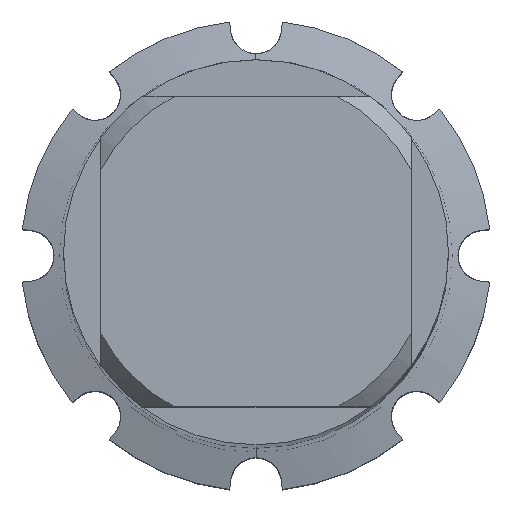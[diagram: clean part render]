
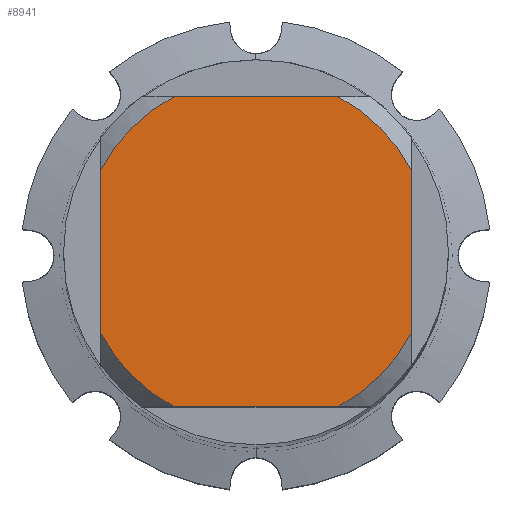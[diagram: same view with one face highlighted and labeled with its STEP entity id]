
A CAD part, top view. The second image highlights one B-rep face of the part: STEP entity #8941.
In plain terms, the highlighted planar face has unit normal (0, 0, 1).
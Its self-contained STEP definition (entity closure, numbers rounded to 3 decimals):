
#3915=VERTEX_POINT('',#10835);
#4511=EDGE_CURVE('',#6583,#8721,#11477,.T.);
#5123=EDGE_CURVE('',#6583,#6077,#12133,.T.);
#5431=EDGE_CURVE('',#9511,#6077,#12470,.T.);
#5919=EDGE_CURVE('',#8201,#7811,#12995,.T.);
#6077=VERTEX_POINT('',#13166);
#6583=VERTEX_POINT('',#13711);
#7811=VERTEX_POINT('',#15043);
#8091=EDGE_CURVE('',#8207,#8721,#15350,.T.);
#8201=VERTEX_POINT('',#15464);
#8207=VERTEX_POINT('',#15470);
#8643=EDGE_CURVE('',#9511,#7811,#15947,.T.);
#8721=VERTEX_POINT('',#16035);
#8941=ADVANCED_FACE('',(#16275),#16276,.T.);
#9443=EDGE_CURVE('',#8207,#3915,#16817,.T.);
#9511=VERTEX_POINT('',#16892);
#9799=EDGE_CURVE('',#8201,#3915,#17205,.T.);
#10835=CARTESIAN_POINT('',(3.831,-7.25,0.0));
#11477=LINE('',#19791,#19792);
#12133=CIRCLE('',#20962,8.2);
#12470=LINE('',#21560,#21561);
#12995=LINE('',#22640,#22641);
#13166=CARTESIAN_POINT('',(-3.831,7.25,0.0));
#13711=CARTESIAN_POINT('',(-7.25,3.831,0.0));
#15043=CARTESIAN_POINT('',(7.25,3.831,0.0));
#15350=CIRCLE('',#26966,8.2);
#15464=CARTESIAN_POINT('',(7.25,-3.831,0.0));
#15470=CARTESIAN_POINT('',(-3.831,-7.25,0.0));
#15947=CIRCLE('',#28131,8.2);
#16035=CARTESIAN_POINT('',(-7.25,-3.831,0.0));
#16275=FACE_OUTER_BOUND('',#28707,.T.);
#16276=PLANE('',#28708);
#16817=LINE('',#29716,#29717);
#16892=CARTESIAN_POINT('',(3.831,7.25,0.0));
#17205=CIRCLE('',#30344,8.2);
#19791=CARTESIAN_POINT('',(-7.25,2.05,0.0));
#19792=VECTOR('',#32553,1.0);
#20962=AXIS2_PLACEMENT_3D('',#33165,#33166,#33167);
#21560=CARTESIAN_POINT('',(0.0,7.25,0.0));
#21561=VECTOR('',#33523,1.0);
#22640=CARTESIAN_POINT('',(7.25,2.05,0.0));
#22641=VECTOR('',#34061,1.0);
#26966=AXIS2_PLACEMENT_3D('',#36501,#36502,#36503);
#28131=AXIS2_PLACEMENT_3D('',#37055,#37056,#37057);
#28707=EDGE_LOOP('',(#37416,#37417,#37418,#37419,#37420,#37421,#37422,#37423));
#28708=AXIS2_PLACEMENT_3D('',#37424,#37425,#37426);
#29716=CARTESIAN_POINT('',(0.0,-7.25,0.0));
#29717=VECTOR('',#38135,1.0);
#30344=AXIS2_PLACEMENT_3D('',#38551,#38552,#38553);
#32553=DIRECTION('',(-0.0,-1.0,0.0));
#33165=CARTESIAN_POINT('',(0.0,0.0,0.0));
#33166=DIRECTION('',(0.0,0.0,-1.0));
#33167=DIRECTION('',(0.0,1.0,0.0));
#33523=DIRECTION('',(-1.0,0.0,0.0));
#34061=DIRECTION('',(-0.0,1.0,0.0));
#36501=CARTESIAN_POINT('',(0.0,0.0,0.0));
#36502=DIRECTION('',(0.0,0.0,-1.0));
#36503=DIRECTION('',(0.0,1.0,0.0));
#37055=CARTESIAN_POINT('',(0.0,0.0,0.0));
#37056=DIRECTION('',(0.0,0.0,-1.0));
#37057=DIRECTION('',(0.0,1.0,0.0));
#37416=ORIENTED_EDGE('',*,*,#4511,.T.);
#37417=ORIENTED_EDGE('',*,*,#8091,.F.);
#37418=ORIENTED_EDGE('',*,*,#9443,.T.);
#37419=ORIENTED_EDGE('',*,*,#9799,.F.);
#37420=ORIENTED_EDGE('',*,*,#5919,.T.);
#37421=ORIENTED_EDGE('',*,*,#8643,.F.);
#37422=ORIENTED_EDGE('',*,*,#5431,.T.);
#37423=ORIENTED_EDGE('',*,*,#5123,.F.);
#37424=CARTESIAN_POINT('',(0.0,4.1,0.0));
#37425=DIRECTION('',(-0.0,0.0,1.0));
#37426=DIRECTION('',(0.0,-1.0,0.0));
#38135=DIRECTION('',(1.0,0.0,0.0));
#38551=CARTESIAN_POINT('',(0.0,0.0,0.0));
#38552=DIRECTION('',(0.0,0.0,-1.0));
#38553=DIRECTION('',(0.0,1.0,0.0));
